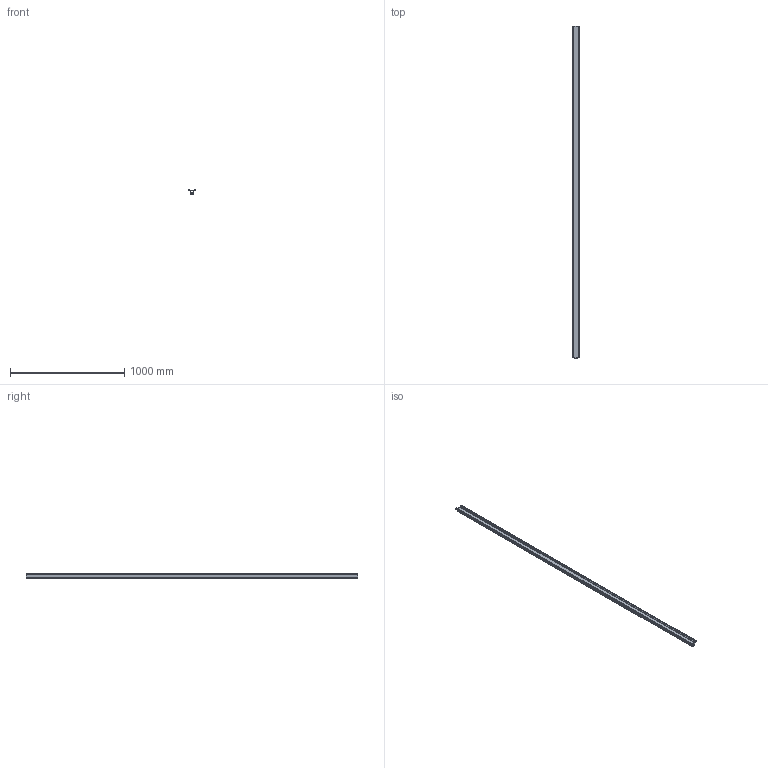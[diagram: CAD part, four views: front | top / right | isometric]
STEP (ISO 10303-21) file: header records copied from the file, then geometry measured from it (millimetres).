
FILE_DESCRIPTION (( 'STEP AP214' ), '1' );
FILE_NAME ('F002748,F002749,F002750,F002751_3D.step', '2022-11-21T18:12:33', ( '' ), ( '' ), 'SwSTEP 2.0', 'SolidWorks 2020', '' );
FILE_SCHEMA (( 'AUTOMOTIVE_DESIGN' ));
Length unit declared in the file: millimetre
Products named in the file (1): F002748,F002749,F002750,F002751_3D
Bounding box: 66.5 x 2900 x 41.9 mm (x, y, z)
Volume: 877108.8 mm3; surface area: 1319417.5 mm2
Topology: 1 solids, 1 shells, 64 faces, 186 edges, 124 vertices
Faces by surface type: plane 55, cylinder 9
Entity records: 2126 total; most frequent: CARTESIAN_POINT 375, ORIENTED_EDGE 372, DIRECTION 334, EDGE_CURVE 186, VECTOR 168, LINE 168, VERTEX_POINT 124, AXIS2_PLACEMENT_3D 83
